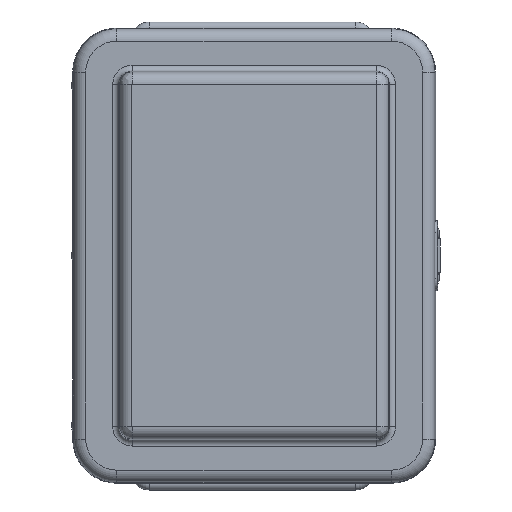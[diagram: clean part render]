
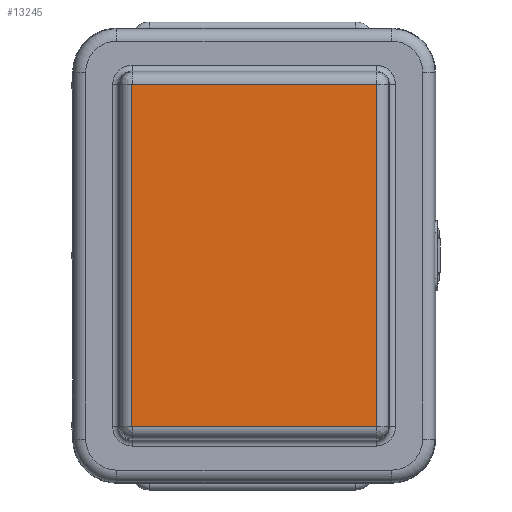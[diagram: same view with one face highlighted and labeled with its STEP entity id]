
A CAD part, top view. The second image highlights one B-rep face of the part: STEP entity #13245.
In plain terms, the highlighted planar face has unit normal (0, 0, 1).
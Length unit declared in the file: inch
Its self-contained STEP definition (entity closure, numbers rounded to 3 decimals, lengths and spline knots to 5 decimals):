
#976=LINE($,#23169,#1953);
#979=LINE($,#23176,#1956);
#980=LINE($,#23209,#1957);
#983=LINE($,#23216,#1960);
#1953=VECTOR($,#17573,7.03574);
#1956=VECTOR($,#17580,5.0187);
#1957=VECTOR($,#17597,5.0187);
#1960=VECTOR($,#17604,7.03574);
#2552=PLANE($,#14548);
#3758=FACE_OUTER_BOUND($,#4724,.T.);
#4724=EDGE_LOOP($,(#11105,#11106,#11107,#11108,#11109,#11110,#11111,#11112));
#5559=CIRCLE($,#14523,0.00433);
#5565=CIRCLE($,#14531,0.00433);
#5569=CIRCLE($,#14535,0.00433);
#5573=CIRCLE($,#14541,0.00433);
#6588=VERTEX_POINT($,#23158);
#6589=VERTEX_POINT($,#23160);
#6592=VERTEX_POINT($,#23167);
#6593=VERTEX_POINT($,#23172);
#6596=VERTEX_POINT($,#23187);
#6597=VERTEX_POINT($,#23200);
#6600=VERTEX_POINT($,#23207);
#6601=VERTEX_POINT($,#23212);
#8184=EDGE_CURVE($,#6588,#6589,#5559,.T.);
#8188=EDGE_CURVE($,#6592,#6588,#976,.T.);
#8192=EDGE_CURVE($,#6589,#6593,#979,.T.);
#8194=EDGE_CURVE($,#6596,#6592,#5565,.T.);
#8198=EDGE_CURVE($,#6593,#6597,#5569,.T.);
#8200=EDGE_CURVE($,#6600,#6596,#980,.T.);
#8204=EDGE_CURVE($,#6597,#6601,#983,.T.);
#8206=EDGE_CURVE($,#6601,#6600,#5573,.T.);
#11105=ORIENTED_EDGE($,*,*,#8184,.F.);
#11106=ORIENTED_EDGE($,*,*,#8188,.F.);
#11107=ORIENTED_EDGE($,*,*,#8194,.F.);
#11108=ORIENTED_EDGE($,*,*,#8200,.F.);
#11109=ORIENTED_EDGE($,*,*,#8206,.F.);
#11110=ORIENTED_EDGE($,*,*,#8204,.F.);
#11111=ORIENTED_EDGE($,*,*,#8198,.F.);
#11112=ORIENTED_EDGE($,*,*,#8192,.F.);
#13245=ADVANCED_FACE($,(#3758),#2552,.T.);
#14523=AXIS2_PLACEMENT_3D($,#23161,#17563,#17564);
#14531=AXIS2_PLACEMENT_3D($,#23189,#17583,#17584);
#14535=AXIS2_PLACEMENT_3D($,#23204,#17591,#17592);
#14541=AXIS2_PLACEMENT_3D($,#23227,#17607,#17608);
#14548=AXIS2_PLACEMENT_3D($,#23246,#17628,#17629);
#17563=DIRECTION('center_axis',(0.,0.,-1.));
#17564=DIRECTION('ref_axis',(0.707,-0.707,0.));
#17573=DIRECTION($,(0.,-1.,0.));
#17580=DIRECTION($,(-1.,0.,0.));
#17583=DIRECTION('center_axis',(0.,0.,-1.));
#17584=DIRECTION('ref_axis',(0.707,0.707,0.));
#17591=DIRECTION('center_axis',(0.,0.,-1.));
#17592=DIRECTION('ref_axis',(-0.707,-0.707,0.));
#17597=DIRECTION($,(1.,0.,0.));
#17604=DIRECTION($,(0.,1.,0.));
#17607=DIRECTION('center_axis',(0.,0.,-1.));
#17608=DIRECTION('ref_axis',(-0.707,0.707,0.));
#17628=DIRECTION('center_axis',(0.,0.,1.));
#17629=DIRECTION('ref_axis',(1.,0.,0.));
#23158=CARTESIAN_POINT('',(2.51368,-3.51787,2.26));
#23160=CARTESIAN_POINT('',(2.50935,-3.5222,2.26));
#23161=CARTESIAN_POINT('Origin',(2.50935,-3.51787,2.26));
#23167=CARTESIAN_POINT('',(2.51368,3.51787,2.26));
#23169=CARTESIAN_POINT($,(2.51368,3.51787,2.26));
#23172=CARTESIAN_POINT('',(-2.50935,-3.5222,2.26));
#23176=CARTESIAN_POINT($,(2.50935,-3.5222,2.26));
#23187=CARTESIAN_POINT('',(2.50935,3.5222,2.26));
#23189=CARTESIAN_POINT('Origin',(2.50935,3.51787,2.26));
#23200=CARTESIAN_POINT('',(-2.51368,-3.51787,2.26));
#23204=CARTESIAN_POINT('Origin',(-2.50935,-3.51787,2.26));
#23207=CARTESIAN_POINT('',(-2.50935,3.5222,2.26));
#23209=CARTESIAN_POINT($,(-2.50935,3.5222,2.26));
#23212=CARTESIAN_POINT('',(-2.51368,3.51787,2.26));
#23216=CARTESIAN_POINT($,(-2.51368,-3.51787,2.26));
#23227=CARTESIAN_POINT('Origin',(-2.50935,3.51787,2.26));
#23246=CARTESIAN_POINT('Origin',(0.,0.,2.26));
